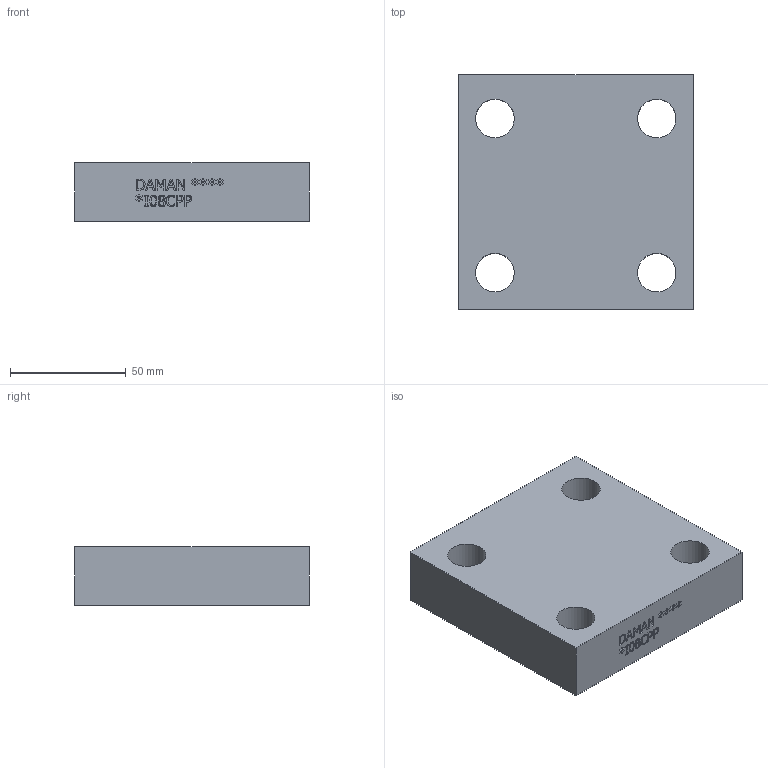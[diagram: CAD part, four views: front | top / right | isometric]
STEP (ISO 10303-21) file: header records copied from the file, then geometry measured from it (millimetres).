
FILE_DESCRIPTION(/* description */ (''),/* implementation_level */ '2;1');
FILE_NAME(/* name */ '_I08CPP.stp',/* time_stamp */ '2020-05-22T09:17:01-04:00',/* author */ ('alexanderw'),/* organization */ (''),/* preprocessor_version */ 'ST-DEVELOPER v17',/* originating_system */ 'Autodesk Inventor 2019',/* authorisation */ '');
FILE_SCHEMA (('AUTOMOTIVE_DESIGN { 1 0 10303 214 3 1 1 }'));
Length unit declared in the file: millimetre
Products named in the file (1): Part_DI08CPP_3D
Bounding box: 101.6 x 101.6 x 25.4 mm (x, y, z)
Volume: 237597.5 mm3; surface area: 35371.6 mm2
Topology: 1 solids, 1 shells, 292 faces, 799 edges, 537 vertices
Faces by surface type: plane 209, bspline 71, cylinder 10, cone 2
Full cylindrical faces by diameter (mm): 6.35 x2, 12.7 x2, 16.662 x4, 33.35 x2
Entity records: 9836 total; most frequent: CARTESIAN_POINT 2550, ORIENTED_EDGE 1594, DIRECTION 1134, EDGE_CURVE 797, LINE 620, VECTOR 620, VERTEX_POINT 537, EDGE_LOOP 330
